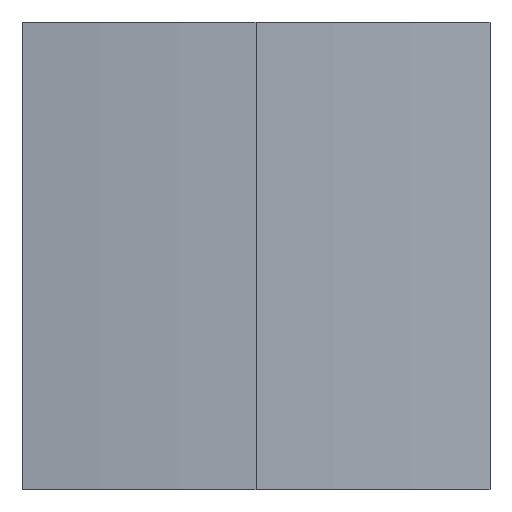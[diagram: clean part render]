
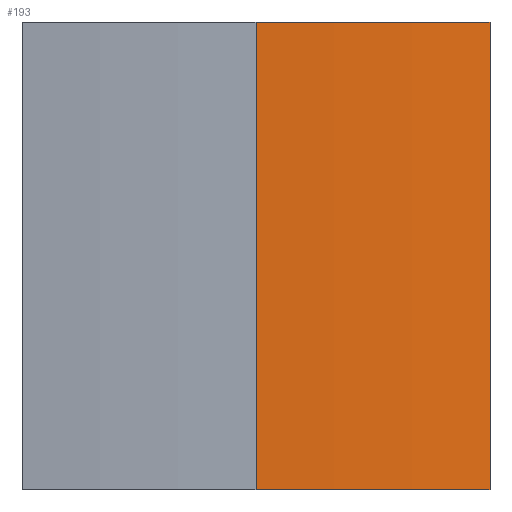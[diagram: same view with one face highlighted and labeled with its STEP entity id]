
A CAD part, left-side view. The second image highlights one B-rep face of the part: STEP entity #193.
In plain terms, the highlighted cylindrical face has radius 38.78 mm (diameter 77.56 mm), a partial arc.
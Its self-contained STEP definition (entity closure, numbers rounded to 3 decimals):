
#10 = CARTESIAN_POINT ( 'NONE',  ( -38.78, 0., 10. ) ) ;
#14 = CARTESIAN_POINT ( 'NONE',  ( -38.456, -5., 0. ) ) ;
#19 = VERTEX_POINT ( 'NONE', #26 ) ;
#26 = CARTESIAN_POINT ( 'NONE',  ( -38.456, -5., 10. ) ) ;
#40 = EDGE_LOOP ( 'NONE', ( #44, #90, #252, #254 ) ) ;
#44 = ORIENTED_EDGE ( 'NONE', *, *, #72, .F. ) ;
#51 = DIRECTION ( 'NONE',  ( 1., 0., 0. ) ) ;
#56 = CARTESIAN_POINT ( 'NONE',  ( -38.78, 0., 10. ) ) ;
#71 = DIRECTION ( 'NONE',  ( 0., 0., -1. ) ) ;
#72 = EDGE_CURVE ( 'NONE', #223, #19, #226, .T. ) ;
#77 = CARTESIAN_POINT ( 'NONE',  ( 0., 0., 10. ) ) ;
#80 = DIRECTION ( 'NONE',  ( 0., 0., -1. ) ) ;
#81 = AXIS2_PLACEMENT_3D ( 'NONE', #157, #232, #51 ) ;
#90 = ORIENTED_EDGE ( 'NONE', *, *, #164, .T. ) ;
#98 = DIRECTION ( 'NONE',  ( 0., 0., -1. ) ) ;
#104 = AXIS2_PLACEMENT_3D ( 'NONE', #234, #218, #118 ) ;
#111 = EDGE_CURVE ( 'NONE', #19, #203, #236, .T. ) ;
#118 = DIRECTION ( 'NONE',  ( 1., 0., 0. ) ) ;
#123 = EDGE_CURVE ( 'NONE', #206, #203, #196, .T. ) ;
#139 = LINE ( 'NONE', #10, #245 ) ;
#146 = DIRECTION ( 'NONE',  ( -1., 0., 0. ) ) ;
#154 = AXIS2_PLACEMENT_3D ( 'NONE', #77, #80, #146 ) ;
#157 = CARTESIAN_POINT ( 'NONE',  ( 0., 0., 0. ) ) ;
#161 = FACE_OUTER_BOUND ( 'NONE', #40, .T. ) ;
#164 = EDGE_CURVE ( 'NONE', #223, #206, #139, .T. ) ;
#193 = ADVANCED_FACE ( 'NONE', ( #161 ), #239, .T. ) ;
#196 = CIRCLE ( 'NONE', #81, 38.78 ) ;
#203 = VERTEX_POINT ( 'NONE', #14 ) ;
#206 = VERTEX_POINT ( 'NONE', #222 ) ;
#218 = DIRECTION ( 'NONE',  ( 0., 0., 1. ) ) ;
#222 = CARTESIAN_POINT ( 'NONE',  ( -38.78, 0., 0. ) ) ;
#223 = VERTEX_POINT ( 'NONE', #56 ) ;
#226 = CIRCLE ( 'NONE', #104, 38.78 ) ;
#227 = VECTOR ( 'NONE', #71, 1000. ) ;
#232 = DIRECTION ( 'NONE',  ( 0., 0., 1. ) ) ;
#234 = CARTESIAN_POINT ( 'NONE',  ( 0., 0., 10. ) ) ;
#236 = LINE ( 'NONE', #257, #227 ) ;
#239 = CYLINDRICAL_SURFACE ( 'NONE', #154, 38.78 ) ;
#245 = VECTOR ( 'NONE', #98, 1000. ) ;
#252 = ORIENTED_EDGE ( 'NONE', *, *, #123, .T. ) ;
#254 = ORIENTED_EDGE ( 'NONE', *, *, #111, .F. ) ;
#257 = CARTESIAN_POINT ( 'NONE',  ( -38.456, -5., 10. ) ) ;
